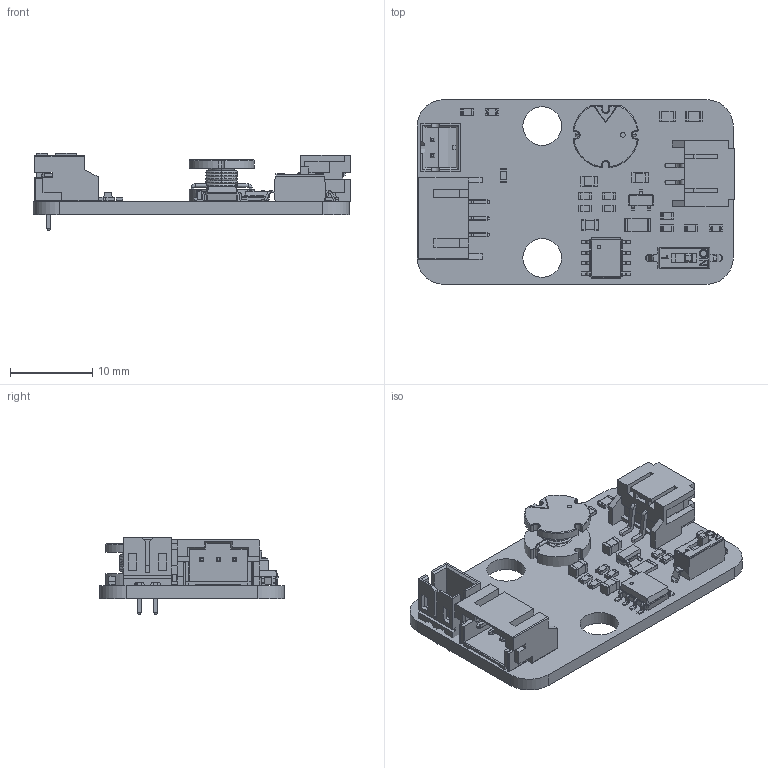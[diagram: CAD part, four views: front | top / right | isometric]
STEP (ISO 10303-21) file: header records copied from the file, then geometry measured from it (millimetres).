
FILE_DESCRIPTION(('KiCad electronic assembly'),'2;1');
FILE_NAME('Atomizer.step','2025-07-16T21:07:54',('Pcbnew'),('Kicad'), 'Open CASCADE STEP processor 7.8','KiCad to STEP converter','Unknown' );
FILE_SCHEMA(('AUTOMOTIVE_DESIGN { 1 0 10303 214 1 1 1 1 }'));
Length unit declared in the file: millimetre
Products named in the file (26): Atomizer 1; User Library-MW-2M-3; R_0805_2012Metric; R_0603_1608Metric; R_1206_3216Metric; User Library-PH2_0-3PWB; User Library-PH2.0-3PWB; SO-8_3.9x4.9mm_P1.27mm; CQ assembly; LED_0603_1608Metric_Castellated; CD0805; EasyEDA PCB Model~met0; C_0805_2012Metric; bmkg1; ED2CA07D-4C39-441C-BFA0-984C476A272F; SOT-23; SOT_23; User Library-ph2_0_2p_wt; D9ABA024-CB1C-41D8-876C-9C3CCA401998; Atomizer_PCB
Assembly tree (40 placements, depth 3):
  Atomizer 1
    User Library-MW-2M-3
      User Library-MW-2M-3
    R_0805_2012Metric  x2
      R_0805_2012Metric
    R_0603_1608Metric  x9
      R_0603_1608Metric
    R_1206_3216Metric
      R_1206_3216Metric
    User Library-PH2_0-3PWB
      User Library-PH2.0-3PWB
    SO-8_3.9x4.9mm_P1.27mm
      CQ assembly
    LED_0603_1608Metric_Castellated  x4
      LED_0603_1608Metric_Castellated
    CD0805
      EasyEDA PCB Model~met0
    C_0805_2012Metric  x3
      C_0805_2012Metric
    bmkg1
      ED2CA07D-4C39-441C-BFA0-984C476A272F
    SOT-23  x2
      SOT_23
    User Library-ph2_0_2p_wt
      D9ABA024-CB1C-41D8-876C-9C3CCA401998
    Atomizer_PCB
Bounding box: 38.6 x 22.4 x 9.4 mm (x, y, z)
Volume: 1955 mm3; surface area: 3991.9 mm2
Topology: 56 solids, 56 shells, 2338 faces, 6107 edges, 3943 vertices
Faces by surface type: plane 1565, cylinder 435, bspline 263, torus 58, cone 13, sphere 4
Full cylindrical faces by diameter (mm): 0.4 x2, 0.85 x2, 4.7 x2
Entity records: 61719 total; most frequent: CARTESIAN_POINT 14596, ORIENTED_EDGE 9728, DIRECTION 8095, EDGE_CURVE 4864, LINE 3699, VECTOR 3699, VERTEX_POINT 3147, AXIS2_PLACEMENT_3D 2198
